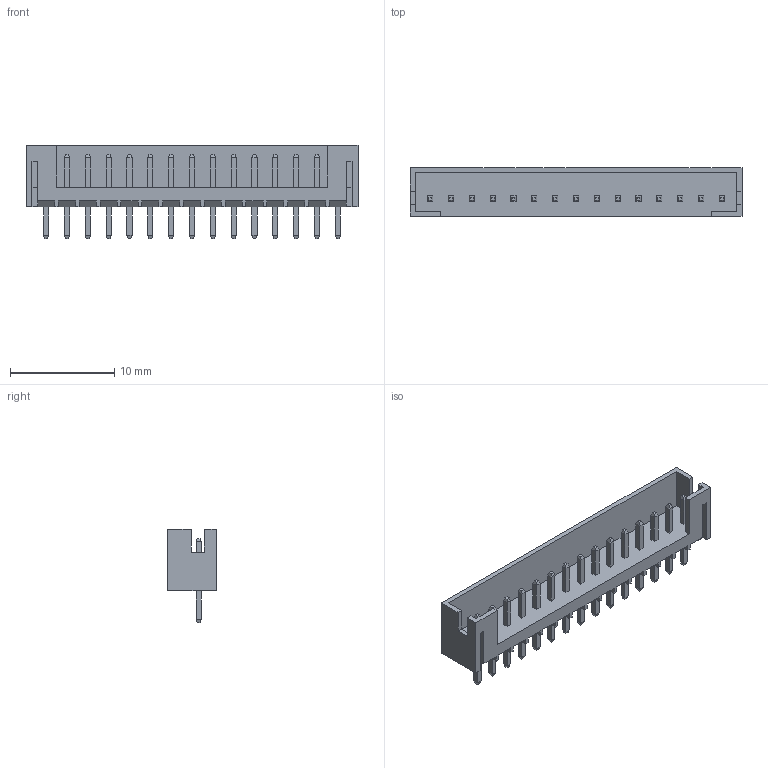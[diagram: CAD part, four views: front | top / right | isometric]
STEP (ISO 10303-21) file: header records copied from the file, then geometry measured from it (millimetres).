
FILE_DESCRIPTION(/* description */ ('Unknown'),/* implementation_level */ '2;1');
FILE_NAME(/* name */ 'JST - PH - Thru - 15Pin - 2.00mm',/* time_stamp */ '2018-10-25T17:25:27-04:00',/* author */ ('Unknown'),/* organization */ ('Unknown'),/* preprocessor_version */ 'ST-DEVELOPER v16.7',/* originating_system */ 'DEX',/* authorisation */ $);
FILE_SCHEMA (('AUTOMOTIVE_DESIGN {1 0 10303 214 3 1 1}'));
Length unit declared in the file: millimetre
Products named in the file (1): JST - PH - Thru - 15Pin - 2.00mm
Bounding box: 31.86 x 4.67 x 8.94 mm (x, y, z)
Volume: 355.7 mm3; surface area: 984.7 mm2
Topology: 1 solids, 21 shells, 577 faces, 1386 edges, 862 vertices
Faces by surface type: plane 538, bspline 39
Entity records: 21378 total; most frequent: CARTESIAN_POINT 4657, ORIENTED_EDGE 2764, DIRECTION 2196, EDGE_CURVE 1382, LINE 1118, VECTOR 1118, VERTEX_POINT 862, EDGE_LOOP 608
